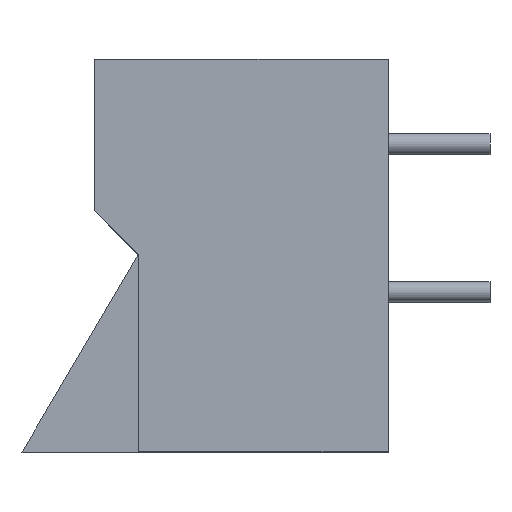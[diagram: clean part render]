
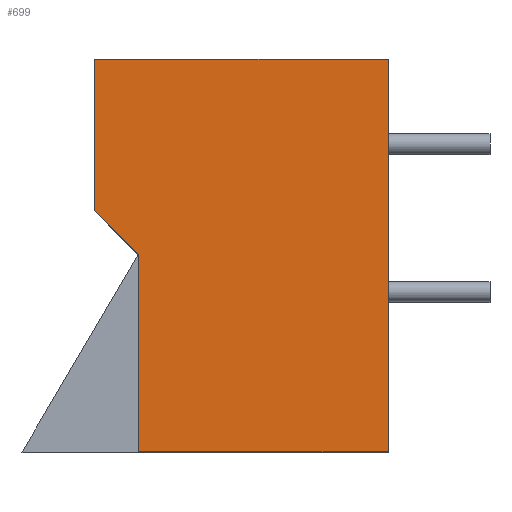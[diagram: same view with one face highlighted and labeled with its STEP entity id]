
A CAD part, top view. The second image highlights one B-rep face of the part: STEP entity #699.
In plain terms, the highlighted planar face has unit normal (0, 0, 1).
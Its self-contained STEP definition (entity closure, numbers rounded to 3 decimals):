
#699=ADVANCED_FACE('',(#1052),#1054,.T.);
#1052=FACE_BOUND('',#1053,.T.);
#1053=EDGE_LOOP('',(#1260,#1261,#1262,#1263,#1264,#1265));
#1054=PLANE('',#1055);
#1055=AXIS2_PLACEMENT_3D('',#1056,#1057,#1058);
#1056=CARTESIAN_POINT('',(0.,0.,0.));
#1057=DIRECTION('',(0.,0.,1.));
#1058=DIRECTION('',(1.,0.,0.));
#1260=ORIENTED_EDGE('',*,*,#1359,.T.);
#1261=ORIENTED_EDGE('',*,*,#1363,.T.);
#1262=ORIENTED_EDGE('',*,*,#1366,.T.);
#1263=ORIENTED_EDGE('',*,*,#1369,.T.);
#1264=ORIENTED_EDGE('',*,*,#1372,.T.);
#1265=ORIENTED_EDGE('',*,*,#1374,.T.);
#1359=EDGE_CURVE('',#1526,#1524,#1527,.T.);
#1363=EDGE_CURVE('',#1524,#1531,#1533,.T.);
#1366=EDGE_CURVE('',#1531,#1536,#1538,.T.);
#1369=EDGE_CURVE('',#1536,#1541,#1543,.T.);
#1372=EDGE_CURVE('',#1541,#1546,#1548,.T.);
#1374=EDGE_CURVE('',#1546,#1526,#1550,.T.);
#1524=VERTEX_POINT('',#1889);
#1526=VERTEX_POINT('',#1893);
#1527=LINE('',#1894,#1895);
#1531=VERTEX_POINT('',#1904);
#1533=LINE('',#1908,#1909);
#1536=VERTEX_POINT('',#1915);
#1538=LINE('',#1919,#1920);
#1541=VERTEX_POINT('',#1926);
#1543=LINE('',#1930,#1931);
#1546=VERTEX_POINT('',#1937);
#1548=LINE('',#1941,#1942);
#1550=LINE('',#1947,#1948);
#1889=CARTESIAN_POINT('',(10.1,0.,0.));
#1893=CARTESIAN_POINT('',(10.1,-13.513,0.));
#1894=CARTESIAN_POINT('',(10.1,-13.513,0.));
#1895=VECTOR('',#1896,1.);
#1896=DIRECTION('',(0.,1.,0.));
#1904=CARTESIAN_POINT('',(0.,0.,0.));
#1908=CARTESIAN_POINT('',(10.1,0.,0.));
#1909=VECTOR('',#1910,1.);
#1910=DIRECTION('',(-1.,0.,0.));
#1915=CARTESIAN_POINT('',(0.,-5.19,0.));
#1919=CARTESIAN_POINT('',(0.,0.,0.));
#1920=VECTOR('',#1921,1.);
#1921=DIRECTION('',(0.,-1.,0.));
#1926=CARTESIAN_POINT('',(1.5,-6.713,0.));
#1930=CARTESIAN_POINT('',(0.,-5.19,0.));
#1931=VECTOR('',#1932,1.);
#1932=DIRECTION('',(0.702,-0.712,0.));
#1937=CARTESIAN_POINT('',(1.5,-13.513,0.));
#1941=CARTESIAN_POINT('',(1.5,-6.713,0.));
#1942=VECTOR('',#1943,1.);
#1943=DIRECTION('',(0.,-1.,0.));
#1947=CARTESIAN_POINT('',(1.5,-13.513,0.));
#1948=VECTOR('',#1949,1.);
#1949=DIRECTION('',(1.,0.,0.));
